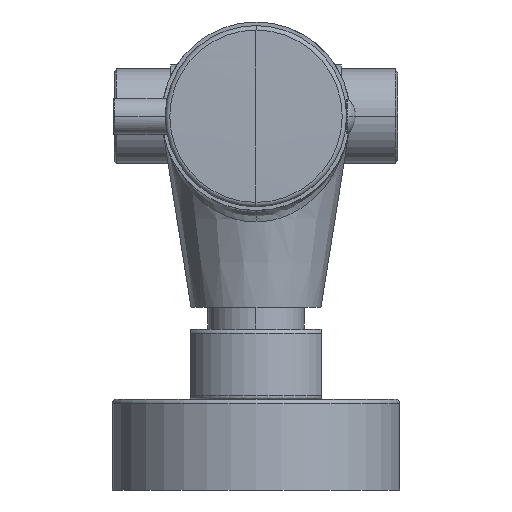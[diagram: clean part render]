
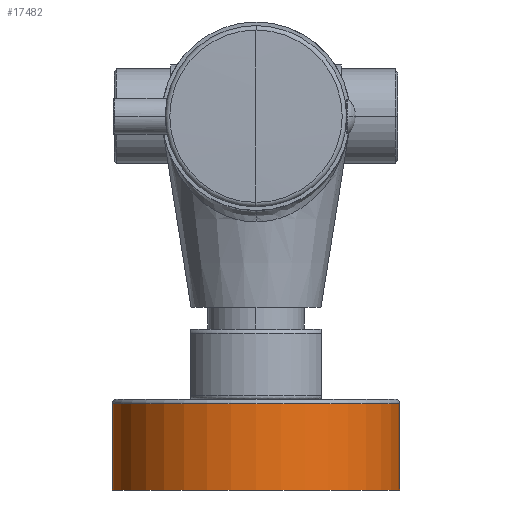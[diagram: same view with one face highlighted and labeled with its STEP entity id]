
A CAD part, left-side view. The second image highlights one B-rep face of the part: STEP entity #17482.
In plain terms, the highlighted cylindrical face has radius 31.75 mm (diameter 63.5 mm), a partial arc.
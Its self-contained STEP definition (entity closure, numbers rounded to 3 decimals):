
#1193=CARTESIAN_POINT('',(-75.,0.,-63.5));
#1194=DIRECTION('',(0.,0.,1.));
#1195=DIRECTION('',(0.,1.,0.));
#1196=AXIS2_PLACEMENT_3D('',#1193,#1194,#1195);
#1198=CARTESIAN_POINT('',(-75.,0.,-82.5));
#1199=DIRECTION('',(0.,0.,-1.));
#1200=DIRECTION('',(0.,-1.,0.));
#1201=AXIS2_PLACEMENT_3D('',#1198,#1199,#1200);
#1208=DIRECTION('',(0.,0.,1.));
#1209=VECTOR('',#1208,19.);
#1210=CARTESIAN_POINT('',(-75.,31.75,-82.5));
#1211=LINE('',#1210,#1209);
#1217=DIRECTION('',(0.,0.,1.));
#1218=VECTOR('',#1217,19.);
#1219=CARTESIAN_POINT('',(-75.,-31.75,-82.5));
#1220=LINE('',#1219,#1218);
#16195=CARTESIAN_POINT('',(-75.,-31.75,-82.5));
#16196=CARTESIAN_POINT('',(-75.,31.75,-82.5));
#16197=VERTEX_POINT('',#16195);
#16198=VERTEX_POINT('',#16196);
#16203=CARTESIAN_POINT('',(-75.,-31.75,-63.5));
#16204=CARTESIAN_POINT('',(-75.,31.75,-63.5));
#16205=VERTEX_POINT('',#16203);
#16206=VERTEX_POINT('',#16204);
#17468=CARTESIAN_POINT('',(-75.,0.,-61.5));
#17469=DIRECTION('',(0.,0.,-1.));
#17470=DIRECTION('',(0.,1.,0.));
#17471=AXIS2_PLACEMENT_3D('',#17468,#17469,#17470);
#17472=CYLINDRICAL_SURFACE('',#17471,31.75);
#17473=ORIENTED_EDGE('',*,*,#17455,.T.);
#17475=ORIENTED_EDGE('',*,*,#17474,.F.);
#17477=ORIENTED_EDGE('',*,*,#17476,.T.);
#17479=ORIENTED_EDGE('',*,*,#17478,.T.);
#17480=EDGE_LOOP('',(#17473,#17475,#17477,#17479));
#17481=FACE_OUTER_BOUND('',#17480,.F.);
#17482=ADVANCED_FACE('',(#17481),#17472,.T.);
#1197=CIRCLE('',#1196,31.75);
#1202=CIRCLE('',#1201,31.75);
#17455=EDGE_CURVE('',#16206,#16205,#1197,.T.);
#17474=EDGE_CURVE('',#16197,#16205,#1220,.T.);
#17476=EDGE_CURVE('',#16197,#16198,#1202,.T.);
#17478=EDGE_CURVE('',#16198,#16206,#1211,.T.);
